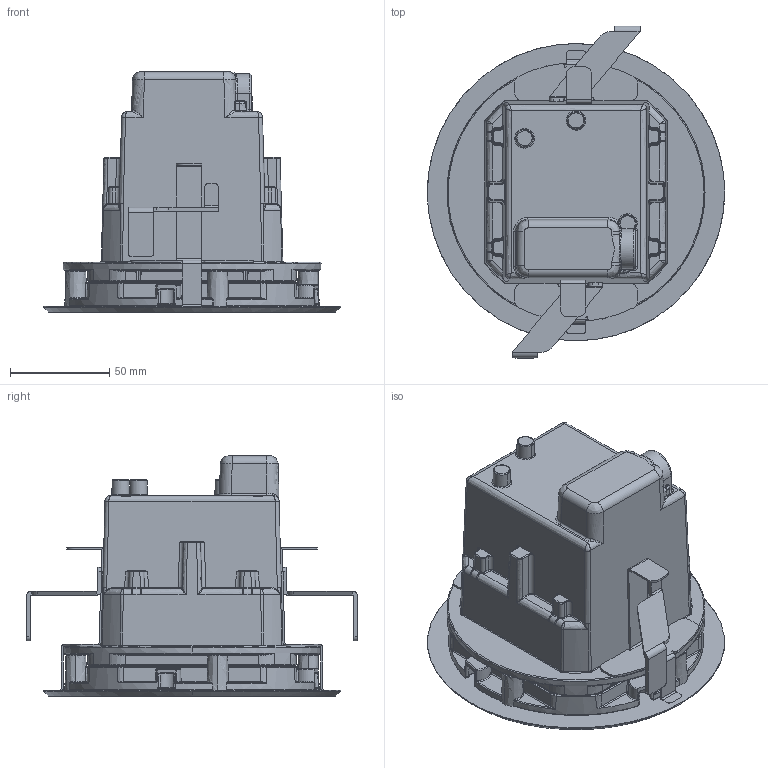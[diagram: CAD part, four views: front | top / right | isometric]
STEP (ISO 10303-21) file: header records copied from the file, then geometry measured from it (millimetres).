
FILE_DESCRIPTION(/* description */ (''),/* implementation_level */ '2;1');
FILE_NAME(/* name */ 'T408450_EGO 150R DL',/* time_stamp */ '2018-02-07T15:17:00+01:00',/* author */ (''),/* organization */ (''),/* preprocessor_version */ 'ST-DEVELOPER v15',/* originating_system */ '',/* authorisation */ '');
FILE_SCHEMA (('CONFIG_CONTROL_DESIGN'));
Length unit declared in the file: millimetre
Products named in the file (1): Document
Bounding box: 150 x 167.53 x 121.2 mm (x, y, z)
Volume: 154885.5 mm3; surface area: 147120 mm2
Topology: 10 solids, 11 shells, 1173 faces, 2888 edges, 1675 vertices
Faces by surface type: bspline 931, plane 242
Entity records: 53920 total; most frequent: CARTESIAN_POINT 38242, ORIENTED_EDGE 5648, EDGE_CURVE 2832, VERTEX_POINT 1675, EDGE_LOOP 1199, ADVANCED_FACE 1173, FACE_OUTER_BOUND 1173, B_SPLINE_CURVE_WITH_KNOTS 1109
